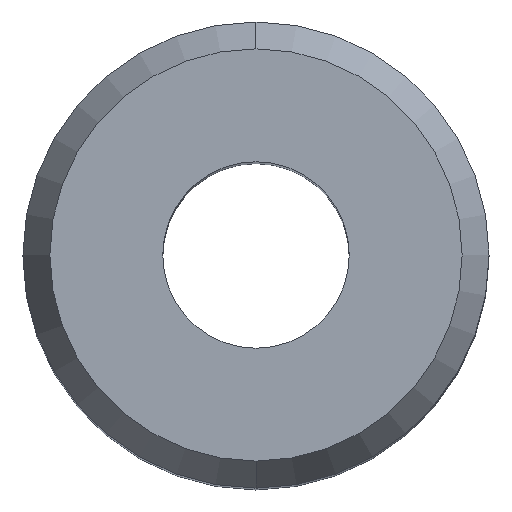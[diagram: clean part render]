
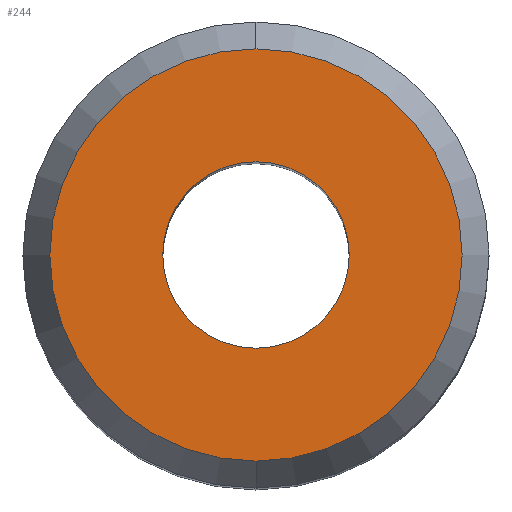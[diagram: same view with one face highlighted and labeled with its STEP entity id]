
A CAD part, top view. The second image highlights one B-rep face of the part: STEP entity #244.
In plain terms, the highlighted planar face has unit normal (0, 0, 1).
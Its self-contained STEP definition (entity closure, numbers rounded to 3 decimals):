
#104=VERTEX_POINT('NONE',#274);
#108=VERTEX_POINT('NONE',#278);
#154=EDGE_CURVE('NONE',#248,#104,#331,.T.);
#158=EDGE_CURVE('NONE',#108,#198,#335,.T.);
#176=EDGE_CURVE('NONE',#104,#248,#356,.T.);
#198=VERTEX_POINT('NONE',#379);
#224=EDGE_CURVE('NONE',#198,#108,#410,.T.);
#244=ADVANCED_FACE('NONE',(#433,#434),#435,.T.);
#248=VERTEX_POINT('NONE',#439);
#274=CARTESIAN_POINT('',(0.,2.0,24.5));
#278=CARTESIAN_POINT('',(0.,4.423,24.5));
#331=CIRCLE('',#529,2.0);
#335=CIRCLE('',#536,4.423);
#356=CIRCLE('',#567,2.0);
#379=CARTESIAN_POINT('',(0.0,-4.423,24.5));
#410=CIRCLE('',#633,4.423);
#433=FACE_OUTER_BOUND('',#662,.T.);
#434=FACE_BOUND('',#663,.T.);
#435=PLANE('',#664);
#439=CARTESIAN_POINT('',(0.0,-2.0,24.5));
#529=AXIS2_PLACEMENT_3D('',#750,#751,#752);
#536=AXIS2_PLACEMENT_3D('',#754,#755,#756);
#567=AXIS2_PLACEMENT_3D('',#785,#786,#787);
#633=AXIS2_PLACEMENT_3D('',#854,#855,#856);
#662=EDGE_LOOP('',(#890,#891));
#663=EDGE_LOOP('',(#892,#893));
#664=AXIS2_PLACEMENT_3D('',#894,#895,#896);
#750=CARTESIAN_POINT('',(0.0,0.0,24.5));
#751=DIRECTION('',(0.0,0.0,-1.0));
#752=DIRECTION('',(0.0,-1.0,0.0));
#754=CARTESIAN_POINT('',(0.0,0.0,24.5));
#755=DIRECTION('',(0.0,0.0,-1.0));
#756=DIRECTION('',(0.0,-1.0,0.0));
#785=CARTESIAN_POINT('',(0.0,0.0,24.5));
#786=DIRECTION('',(0.0,0.0,-1.0));
#787=DIRECTION('',(0.0,-1.0,0.0));
#854=CARTESIAN_POINT('',(0.0,0.0,24.5));
#855=DIRECTION('',(0.0,0.0,-1.0));
#856=DIRECTION('',(0.0,-1.0,0.0));
#890=ORIENTED_EDGE('',*,*,#224,.F.);
#891=ORIENTED_EDGE('',*,*,#158,.F.);
#892=ORIENTED_EDGE('',*,*,#154,.T.);
#893=ORIENTED_EDGE('',*,*,#176,.T.);
#894=CARTESIAN_POINT('',(-4.423,0.0,24.5));
#895=DIRECTION('',(0.0,-0.0,1.0));
#896=DIRECTION('',(0.0,1.0,0.0));
